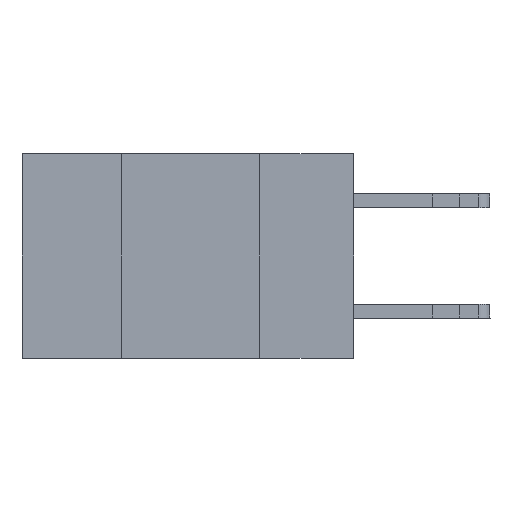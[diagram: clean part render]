
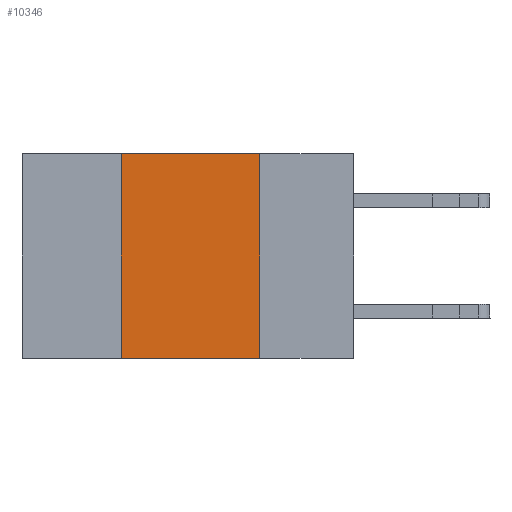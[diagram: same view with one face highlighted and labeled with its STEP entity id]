
A CAD part, left-side view. The second image highlights one B-rep face of the part: STEP entity #10346.
In plain terms, the highlighted planar face has unit normal (-1, 0, 0).
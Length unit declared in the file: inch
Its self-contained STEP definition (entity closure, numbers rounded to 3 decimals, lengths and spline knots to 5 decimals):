
#1000 = LINE ( 'NONE', #16094, #8752 ) ;
#2213 = DIRECTION ( 'NONE',  ( 0., 0., -1. ) ) ;
#2616 = VECTOR ( 'NONE', #2213, 39.37008 ) ;
#2693 = VERTEX_POINT ( 'NONE', #7868 ) ;
#3011 = LINE ( 'NONE', #15879, #6894 ) ;
#3436 = ORIENTED_EDGE ( 'NONE', *, *, #8648, .T. ) ;
#3526 = EDGE_CURVE ( 'NONE', #14110, #11149, #6982, .T. ) ;
#5101 = DIRECTION ( 'NONE',  ( 0., -1., 0. ) ) ;
#5353 = VERTEX_POINT ( 'NONE', #9336 ) ;
#5915 = DIRECTION ( 'NONE',  ( 1., 0., 0. ) ) ;
#6319 = CARTESIAN_POINT ( 'NONE',  ( 0., 0.17, -0.37 ) ) ;
#6488 = EDGE_CURVE ( 'NONE', #2693, #14110, #3011, .T. ) ;
#6675 = CARTESIAN_POINT ( 'NONE',  ( 0., 0.17, 0. ) ) ;
#6894 = VECTOR ( 'NONE', #7597, 39.37008 ) ;
#6982 = LINE ( 'NONE', #6675, #2616 ) ;
#7597 = DIRECTION ( 'NONE',  ( 0., -1., 0. ) ) ;
#7868 = CARTESIAN_POINT ( 'NONE',  ( 0., 0.42, 0. ) ) ;
#8363 = ORIENTED_EDGE ( 'NONE', *, *, #6488, .F. ) ;
#8558 = AXIS2_PLACEMENT_3D ( 'NONE', #14184, #5915, #15601 ) ;
#8648 = EDGE_CURVE ( 'NONE', #5353, #11149, #1000, .T. ) ;
#8752 = VECTOR ( 'NONE', #5101, 39.37008 ) ;
#9336 = CARTESIAN_POINT ( 'NONE',  ( 0., 0.42, -0.37 ) ) ;
#10346 = ADVANCED_FACE ( 'NONE', ( #14649 ), #12750, .F. ) ;
#10424 = CARTESIAN_POINT ( 'NONE',  ( 0., 0.17, 0. ) ) ;
#11119 = ORIENTED_EDGE ( 'NONE', *, *, #3526, .F. ) ;
#11149 = VERTEX_POINT ( 'NONE', #6319 ) ;
#11350 = CARTESIAN_POINT ( 'NONE',  ( 0., 0.42, 0. ) ) ;
#12423 = LINE ( 'NONE', #11350, #17133 ) ;
#12750 = PLANE ( 'NONE',  #8558 ) ;
#14110 = VERTEX_POINT ( 'NONE', #10424 ) ;
#14184 = CARTESIAN_POINT ( 'NONE',  ( 0., 0.6, 0. ) ) ;
#14649 = FACE_OUTER_BOUND ( 'NONE', #15825, .T. ) ;
#15601 = DIRECTION ( 'NONE',  ( 0., 0., -1. ) ) ;
#15825 = EDGE_LOOP ( 'NONE', ( #11119, #8363, #18050, #3436 ) ) ;
#15879 = CARTESIAN_POINT ( 'NONE',  ( 0., 0.6, 0. ) ) ;
#16094 = CARTESIAN_POINT ( 'NONE',  ( 0., 0.6, -0.37 ) ) ;
#17062 = DIRECTION ( 'NONE',  ( 0., 0., 1. ) ) ;
#17133 = VECTOR ( 'NONE', #17062, 39.37008 ) ;
#17848 = EDGE_CURVE ( 'NONE', #5353, #2693, #12423, .T. ) ;
#18050 = ORIENTED_EDGE ( 'NONE', *, *, #17848, .F. ) ;
